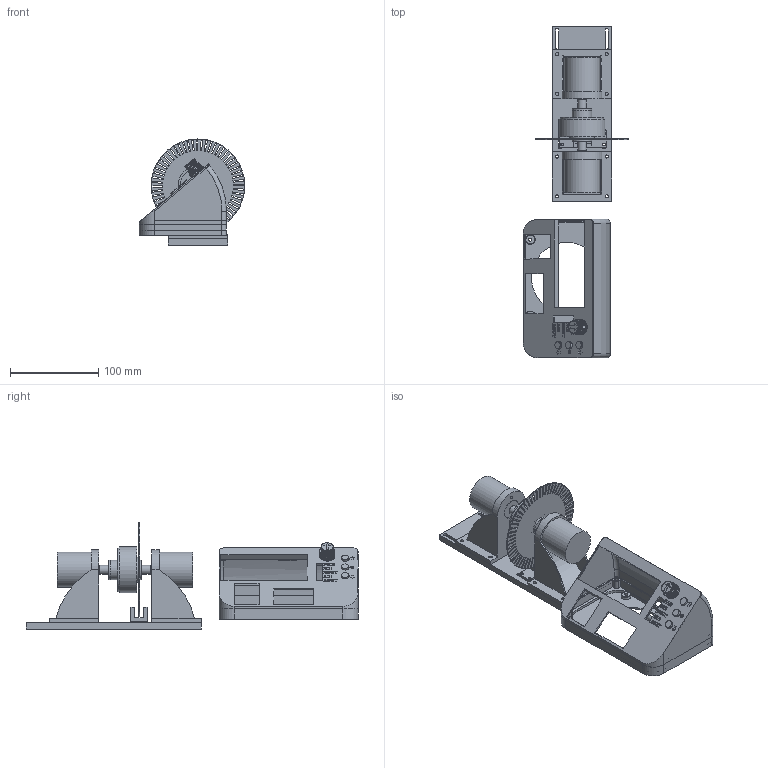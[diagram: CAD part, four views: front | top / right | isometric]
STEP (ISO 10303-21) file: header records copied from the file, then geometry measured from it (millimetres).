
FILE_DESCRIPTION(/* description */ (''),/* implementation_level */ '2;1');
FILE_NAME(/* name */ 'Testrigg v35.step',/* time_stamp */ '2024-05-15T11:08:25+02:00',/* author */ (''),/* organization */ (''),/* preprocessor_version */ 'ST-DEVELOPER v20',/* originating_system */ 'Autodesk Translation Framework v12.20.1.177',/* authorisation */ '');
FILE_SCHEMA (('AUTOMOTIVE_DESIGN { 1 0 10303 214 3 1 1 }'));
Length unit declared in the file: millimetre
Products named in the file (1): Testrigg
Bounding box: 119.42 x 375.4 x 120 mm (x, y, z)
Volume: 417856.5 mm3; surface area: 243460.1 mm2
Topology: 21 solids, 25 shells, 1541 faces, 4248 edges, 2822 vertices
Faces by surface type: plane 752, cylinder 645, bspline 131, torus 12, cone 1
Full cylindrical faces by diameter (mm): 3 x43, 3.25 x4, 3.5 x20, 4.5 x8, 6 x8, 6.1 x5, 6.15 x1, 7 x8, 8 x4, 9 x3, 10 x8, 10.735 x1, 12 x1, 22 x7, 23 x1, 28 x1, 40 x2, 40.2 x2, 49.2 x1, 52 x1, 80 x1, 106 x1
Entity records: 52360 total; most frequent: CARTESIAN_POINT 12252, ORIENTED_EDGE 8496, DIRECTION 7944, EDGE_CURVE 4248, VERTEX_POINT 2822, AXIS2_PLACEMENT_3D 2721, LINE 2502, VECTOR 2502
